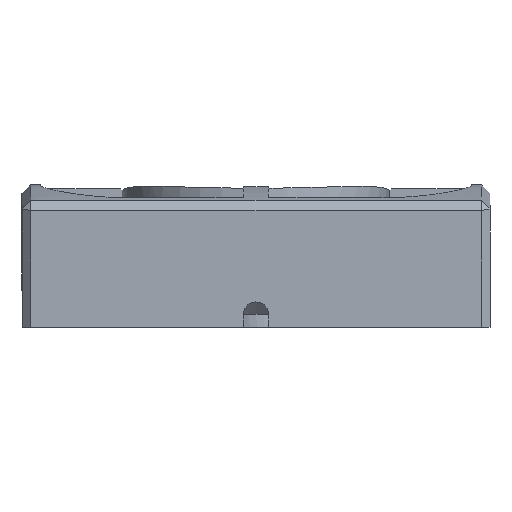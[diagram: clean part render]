
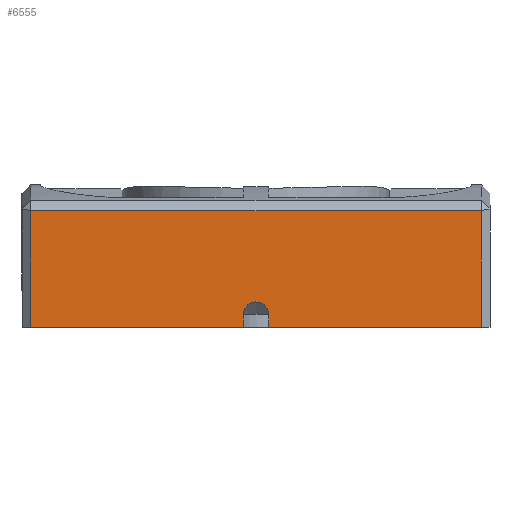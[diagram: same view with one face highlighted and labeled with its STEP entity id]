
A CAD part, front view. The second image highlights one B-rep face of the part: STEP entity #6555.
In plain terms, the highlighted planar face has unit normal (0, -1, 0).
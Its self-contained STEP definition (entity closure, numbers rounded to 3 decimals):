
#43 = PLANE('',#44);
#44 = AXIS2_PLACEMENT_3D('',#45,#46,#47);
#45 = CARTESIAN_POINT('',(-55.,-55.,-33.6));
#46 = DIRECTION('',(0.,0.,1.));
#47 = DIRECTION('',(1.,0.,0.));
#100 = PLANE('',#101);
#101 = AXIS2_PLACEMENT_3D('',#102,#103,#104);
#102 = CARTESIAN_POINT('',(-55.,-55.,-6.14));
#103 = DIRECTION('',(0.,0.783,-0.622)
  );
#104 = DIRECTION('',(1.,0.,0.));
#2653 = VERTEX_POINT('',#2654);
#2654 = CARTESIAN_POINT('',(-53.,-55.,-33.6));
#2668 = PLANE('',#2669);
#2669 = AXIS2_PLACEMENT_3D('',#2670,#2671,#2672);
#2670 = CARTESIAN_POINT('',(-54.,-54.,-33.6));
#2671 = DIRECTION('',(-0.707,-0.707,0.));
#2672 = DIRECTION('',(-0.,-0.,-1.));
#2680 = EDGE_CURVE('',#2653,#2681,#2683,.T.);
#2681 = VERTEX_POINT('',#2682);
#2682 = CARTESIAN_POINT('',(-3.,-55.,-33.6));
#2683 = SURFACE_CURVE('',#2684,(#2688,#2695),.PCURVE_S1.);
#2684 = LINE('',#2685,#2686);
#2685 = CARTESIAN_POINT('',(-55.,-55.,-33.6));
#2686 = VECTOR('',#2687,1.);
#2687 = DIRECTION('',(1.,0.,0.));
#2688 = PCURVE('',#43,#2689);
#2689 = DEFINITIONAL_REPRESENTATION('',(#2690),#2694);
#2690 = LINE('',#2691,#2692);
#2691 = CARTESIAN_POINT('',(0.,0.));
#2692 = VECTOR('',#2693,1.);
#2693 = DIRECTION('',(1.,0.));
#2694 = ( GEOMETRIC_REPRESENTATION_CONTEXT(2) 
PARAMETRIC_REPRESENTATION_CONTEXT() REPRESENTATION_CONTEXT('2D SPACE',''
  ) );
#2695 = PCURVE('',#2696,#2701);
#2696 = PLANE('',#2697);
#2697 = AXIS2_PLACEMENT_3D('',#2698,#2699,#2700);
#2698 = CARTESIAN_POINT('',(-55.,-55.,-33.6));
#2699 = DIRECTION('',(0.,1.,0.));
#2700 = DIRECTION('',(0.,0.,1.));
#2701 = DEFINITIONAL_REPRESENTATION('',(#2702),#2706);
#2702 = LINE('',#2703,#2704);
#2703 = CARTESIAN_POINT('',(0.,0.));
#2704 = VECTOR('',#2705,1.);
#2705 = DIRECTION('',(0.,1.));
#2706 = ( GEOMETRIC_REPRESENTATION_CONTEXT(2) 
PARAMETRIC_REPRESENTATION_CONTEXT() REPRESENTATION_CONTEXT('2D SPACE',''
  ) );
#2724 = PLANE('',#2725);
#2725 = AXIS2_PLACEMENT_3D('',#2726,#2727,#2728);
#2726 = CARTESIAN_POINT('',(-3.,-55.,-33.6));
#2727 = DIRECTION('',(1.,0.,0.));
#2728 = DIRECTION('',(0.,0.,1.));
#3048 = VERTEX_POINT('',#3049);
#3049 = CARTESIAN_POINT('',(3.,-55.,-33.6));
#3063 = PLANE('',#3064);
#3064 = AXIS2_PLACEMENT_3D('',#3065,#3066,#3067);
#3065 = CARTESIAN_POINT('',(3.,-55.,-30.6));
#3066 = DIRECTION('',(-1.,0.,0.));
#3067 = DIRECTION('',(0.,0.,-1.));
#3075 = EDGE_CURVE('',#3048,#3076,#3078,.T.);
#3076 = VERTEX_POINT('',#3077);
#3077 = CARTESIAN_POINT('',(53.,-55.,-33.6));
#3078 = SURFACE_CURVE('',#3079,(#3083,#3090),.PCURVE_S1.);
#3079 = LINE('',#3080,#3081);
#3080 = CARTESIAN_POINT('',(-55.,-55.,-33.6));
#3081 = VECTOR('',#3082,1.);
#3082 = DIRECTION('',(1.,0.,0.));
#3083 = PCURVE('',#43,#3084);
#3084 = DEFINITIONAL_REPRESENTATION('',(#3085),#3089);
#3085 = LINE('',#3086,#3087);
#3086 = CARTESIAN_POINT('',(0.,0.));
#3087 = VECTOR('',#3088,1.);
#3088 = DIRECTION('',(1.,0.));
#3089 = ( GEOMETRIC_REPRESENTATION_CONTEXT(2) 
PARAMETRIC_REPRESENTATION_CONTEXT() REPRESENTATION_CONTEXT('2D SPACE',''
  ) );
#3090 = PCURVE('',#2696,#3091);
#3091 = DEFINITIONAL_REPRESENTATION('',(#3092),#3096);
#3092 = LINE('',#3093,#3094);
#3093 = CARTESIAN_POINT('',(0.,0.));
#3094 = VECTOR('',#3095,1.);
#3095 = DIRECTION('',(0.,1.));
#3096 = ( GEOMETRIC_REPRESENTATION_CONTEXT(2) 
PARAMETRIC_REPRESENTATION_CONTEXT() REPRESENTATION_CONTEXT('2D SPACE',''
  ) );
#3114 = PLANE('',#3115);
#3115 = AXIS2_PLACEMENT_3D('',#3116,#3117,#3118);
#3116 = CARTESIAN_POINT('',(54.,-54.,-33.6));
#3117 = DIRECTION('',(-0.707,0.707,0.));
#3118 = DIRECTION('',(-0.,-0.,-1.));
#3567 = VERTEX_POINT('',#3568);
#3568 = CARTESIAN_POINT('',(53.,-55.,-6.14));
#3594 = EDGE_CURVE('',#3595,#3567,#3597,.T.);
#3595 = VERTEX_POINT('',#3596);
#3596 = CARTESIAN_POINT('',(-53.,-55.,-6.14));
#3597 = SURFACE_CURVE('',#3598,(#3602,#3609),.PCURVE_S1.);
#3598 = LINE('',#3599,#3600);
#3599 = CARTESIAN_POINT('',(-55.,-55.,-6.14));
#3600 = VECTOR('',#3601,1.);
#3601 = DIRECTION('',(1.,0.,0.));
#3602 = PCURVE('',#100,#3603);
#3603 = DEFINITIONAL_REPRESENTATION('',(#3604),#3608);
#3604 = LINE('',#3605,#3606);
#3605 = CARTESIAN_POINT('',(0.,0.));
#3606 = VECTOR('',#3607,1.);
#3607 = DIRECTION('',(1.,0.));
#3608 = ( GEOMETRIC_REPRESENTATION_CONTEXT(2) 
PARAMETRIC_REPRESENTATION_CONTEXT() REPRESENTATION_CONTEXT('2D SPACE',''
  ) );
#3609 = PCURVE('',#2696,#3610);
#3610 = DEFINITIONAL_REPRESENTATION('',(#3611),#3615);
#3611 = LINE('',#3612,#3613);
#3612 = CARTESIAN_POINT('',(27.46,0.));
#3613 = VECTOR('',#3614,1.);
#3614 = DIRECTION('',(0.,1.));
#3615 = ( GEOMETRIC_REPRESENTATION_CONTEXT(2) 
PARAMETRIC_REPRESENTATION_CONTEXT() REPRESENTATION_CONTEXT('2D SPACE',''
  ) );
#6535 = EDGE_CURVE('',#3076,#3567,#6536,.T.);
#6536 = SURFACE_CURVE('',#6537,(#6541,#6548),.PCURVE_S1.);
#6537 = LINE('',#6538,#6539);
#6538 = CARTESIAN_POINT('',(53.,-55.,-33.6));
#6539 = VECTOR('',#6540,1.);
#6540 = DIRECTION('',(0.,0.,1.));
#6541 = PCURVE('',#3114,#6542);
#6542 = DEFINITIONAL_REPRESENTATION('',(#6543),#6547);
#6543 = LINE('',#6544,#6545);
#6544 = CARTESIAN_POINT('',(-0.,1.414));
#6545 = VECTOR('',#6546,1.);
#6546 = DIRECTION('',(-1.,0.));
#6547 = ( GEOMETRIC_REPRESENTATION_CONTEXT(2) 
PARAMETRIC_REPRESENTATION_CONTEXT() REPRESENTATION_CONTEXT('2D SPACE',''
  ) );
#6548 = PCURVE('',#2696,#6549);
#6549 = DEFINITIONAL_REPRESENTATION('',(#6550),#6554);
#6550 = LINE('',#6551,#6552);
#6551 = CARTESIAN_POINT('',(0.,108.));
#6552 = VECTOR('',#6553,1.);
#6553 = DIRECTION('',(1.,0.));
#6554 = ( GEOMETRIC_REPRESENTATION_CONTEXT(2) 
PARAMETRIC_REPRESENTATION_CONTEXT() REPRESENTATION_CONTEXT('2D SPACE',''
  ) );
#6555 = ADVANCED_FACE('',(#6556),#2696,.F.);
#6556 = FACE_BOUND('',#6557,.F.);
#6557 = EDGE_LOOP('',(#6558,#6559,#6580,#6581,#6582,#6583,#6606,#6635));
#6558 = ORIENTED_EDGE('',*,*,#2680,.F.);
#6559 = ORIENTED_EDGE('',*,*,#6560,.T.);
#6560 = EDGE_CURVE('',#2653,#3595,#6561,.T.);
#6561 = SURFACE_CURVE('',#6562,(#6566,#6573),.PCURVE_S1.);
#6562 = LINE('',#6563,#6564);
#6563 = CARTESIAN_POINT('',(-53.,-55.,-33.6));
#6564 = VECTOR('',#6565,1.);
#6565 = DIRECTION('',(0.,0.,1.));
#6566 = PCURVE('',#2696,#6567);
#6567 = DEFINITIONAL_REPRESENTATION('',(#6568),#6572);
#6568 = LINE('',#6569,#6570);
#6569 = CARTESIAN_POINT('',(0.,2.));
#6570 = VECTOR('',#6571,1.);
#6571 = DIRECTION('',(1.,0.));
#6572 = ( GEOMETRIC_REPRESENTATION_CONTEXT(2) 
PARAMETRIC_REPRESENTATION_CONTEXT() REPRESENTATION_CONTEXT('2D SPACE',''
  ) );
#6573 = PCURVE('',#2668,#6574);
#6574 = DEFINITIONAL_REPRESENTATION('',(#6575),#6579);
#6575 = LINE('',#6576,#6577);
#6576 = CARTESIAN_POINT('',(-0.,1.414));
#6577 = VECTOR('',#6578,1.);
#6578 = DIRECTION('',(-1.,0.));
#6579 = ( GEOMETRIC_REPRESENTATION_CONTEXT(2) 
PARAMETRIC_REPRESENTATION_CONTEXT() REPRESENTATION_CONTEXT('2D SPACE',''
  ) );
#6580 = ORIENTED_EDGE('',*,*,#3594,.T.);
#6581 = ORIENTED_EDGE('',*,*,#6535,.F.);
#6582 = ORIENTED_EDGE('',*,*,#3075,.F.);
#6583 = ORIENTED_EDGE('',*,*,#6584,.F.);
#6584 = EDGE_CURVE('',#6585,#3048,#6587,.T.);
#6585 = VERTEX_POINT('',#6586);
#6586 = CARTESIAN_POINT('',(3.,-55.,-30.6));
#6587 = SURFACE_CURVE('',#6588,(#6592,#6599),.PCURVE_S1.);
#6588 = LINE('',#6589,#6590);
#6589 = CARTESIAN_POINT('',(3.,-55.,-30.6));
#6590 = VECTOR('',#6591,1.);
#6591 = DIRECTION('',(0.,0.,-1.));
#6592 = PCURVE('',#2696,#6593);
#6593 = DEFINITIONAL_REPRESENTATION('',(#6594),#6598);
#6594 = LINE('',#6595,#6596);
#6595 = CARTESIAN_POINT('',(3.,58.));
#6596 = VECTOR('',#6597,1.);
#6597 = DIRECTION('',(-1.,0.));
#6598 = ( GEOMETRIC_REPRESENTATION_CONTEXT(2) 
PARAMETRIC_REPRESENTATION_CONTEXT() REPRESENTATION_CONTEXT('2D SPACE',''
  ) );
#6599 = PCURVE('',#3063,#6600);
#6600 = DEFINITIONAL_REPRESENTATION('',(#6601),#6605);
#6601 = LINE('',#6602,#6603);
#6602 = CARTESIAN_POINT('',(0.,-0.));
#6603 = VECTOR('',#6604,1.);
#6604 = DIRECTION('',(1.,0.));
#6605 = ( GEOMETRIC_REPRESENTATION_CONTEXT(2) 
PARAMETRIC_REPRESENTATION_CONTEXT() REPRESENTATION_CONTEXT('2D SPACE',''
  ) );
#6606 = ORIENTED_EDGE('',*,*,#6607,.F.);
#6607 = EDGE_CURVE('',#6608,#6585,#6610,.T.);
#6608 = VERTEX_POINT('',#6609);
#6609 = CARTESIAN_POINT('',(-3.,-55.,-30.6));
#6610 = SURFACE_CURVE('',#6611,(#6616,#6623),.PCURVE_S1.);
#6611 = CIRCLE('',#6612,3.);
#6612 = AXIS2_PLACEMENT_3D('',#6613,#6614,#6615);
#6613 = CARTESIAN_POINT('',(0.,-55.,-30.6));
#6614 = DIRECTION('',(0.,1.,0.));
#6615 = DIRECTION('',(-1.,0.,-0.));
#6616 = PCURVE('',#2696,#6617);
#6617 = DEFINITIONAL_REPRESENTATION('',(#6618),#6622);
#6618 = CIRCLE('',#6619,3.);
#6619 = AXIS2_PLACEMENT_2D('',#6620,#6621);
#6620 = CARTESIAN_POINT('',(3.,55.));
#6621 = DIRECTION('',(0.,-1.));
#6622 = ( GEOMETRIC_REPRESENTATION_CONTEXT(2) 
PARAMETRIC_REPRESENTATION_CONTEXT() REPRESENTATION_CONTEXT('2D SPACE',''
  ) );
#6623 = PCURVE('',#6624,#6629);
#6624 = CYLINDRICAL_SURFACE('',#6625,3.);
#6625 = AXIS2_PLACEMENT_3D('',#6626,#6627,#6628);
#6626 = CARTESIAN_POINT('',(0.,-55.,-30.6));
#6627 = DIRECTION('',(-0.,-1.,-0.));
#6628 = DIRECTION('',(-1.,0.,-0.));
#6629 = DEFINITIONAL_REPRESENTATION('',(#6630),#6634);
#6630 = LINE('',#6631,#6632);
#6631 = CARTESIAN_POINT('',(-0.,0.));
#6632 = VECTOR('',#6633,1.);
#6633 = DIRECTION('',(-1.,0.));
#6634 = ( GEOMETRIC_REPRESENTATION_CONTEXT(2) 
PARAMETRIC_REPRESENTATION_CONTEXT() REPRESENTATION_CONTEXT('2D SPACE',''
  ) );
#6635 = ORIENTED_EDGE('',*,*,#6636,.F.);
#6636 = EDGE_CURVE('',#2681,#6608,#6637,.T.);
#6637 = SURFACE_CURVE('',#6638,(#6642,#6649),.PCURVE_S1.);
#6638 = LINE('',#6639,#6640);
#6639 = CARTESIAN_POINT('',(-3.,-55.,-33.6));
#6640 = VECTOR('',#6641,1.);
#6641 = DIRECTION('',(0.,0.,1.));
#6642 = PCURVE('',#2696,#6643);
#6643 = DEFINITIONAL_REPRESENTATION('',(#6644),#6648);
#6644 = LINE('',#6645,#6646);
#6645 = CARTESIAN_POINT('',(0.,52.));
#6646 = VECTOR('',#6647,1.);
#6647 = DIRECTION('',(1.,0.));
#6648 = ( GEOMETRIC_REPRESENTATION_CONTEXT(2) 
PARAMETRIC_REPRESENTATION_CONTEXT() REPRESENTATION_CONTEXT('2D SPACE',''
  ) );
#6649 = PCURVE('',#2724,#6650);
#6650 = DEFINITIONAL_REPRESENTATION('',(#6651),#6655);
#6651 = LINE('',#6652,#6653);
#6652 = CARTESIAN_POINT('',(0.,0.));
#6653 = VECTOR('',#6654,1.);
#6654 = DIRECTION('',(1.,0.));
#6655 = ( GEOMETRIC_REPRESENTATION_CONTEXT(2) 
PARAMETRIC_REPRESENTATION_CONTEXT() REPRESENTATION_CONTEXT('2D SPACE',''
  ) );
